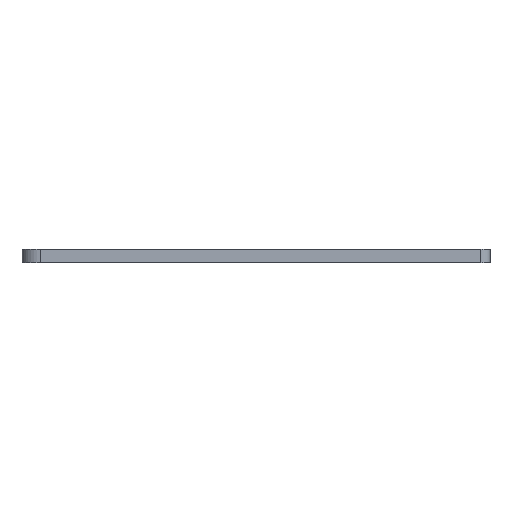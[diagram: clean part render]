
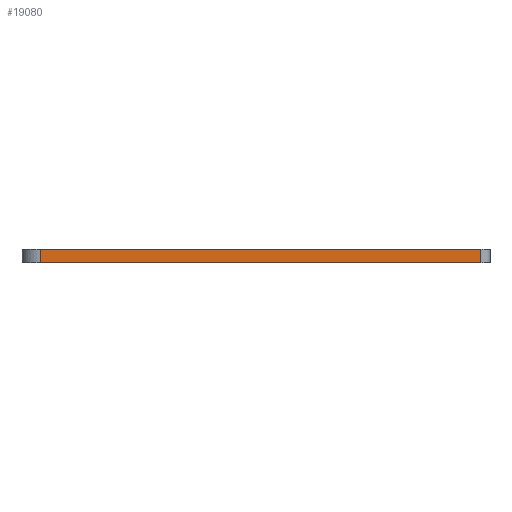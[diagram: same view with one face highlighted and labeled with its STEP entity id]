
A CAD part, left-side view. The second image highlights one B-rep face of the part: STEP entity #19080.
In plain terms, the highlighted planar face has unit normal (-1, 0, 0).
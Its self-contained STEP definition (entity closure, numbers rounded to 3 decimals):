
#18560=CARTESIAN_POINT('',(-6.75,-38.5,0.));
#18570=VERTEX_POINT('',#18560);
#18600=CARTESIAN_POINT('',(-6.75,-38.5,1.5));
#18610=DIRECTION('',(0.,0.,1.));
#18620=VECTOR('',#18610,1.);
#18630=LINE('',#18600,#18620);
#18640=CARTESIAN_POINT('',(-6.75,-38.5,1.5));
#18650=VERTEX_POINT('',#18640);
#18660=EDGE_CURVE('',#18570,#18650,#18630,.T.);
#18780=CARTESIAN_POINT('',(-6.75,10.,1.5));
#18790=DIRECTION('',(-1.,0.,0.));
#18800=DIRECTION('',(0.,1.,0.));
#18810=AXIS2_PLACEMENT_3D('',#18780,#18790,#18800);
#18820=PLANE('',#18810);
#18830=ORIENTED_EDGE('',*,*,#18660,.T.);
#18840=CARTESIAN_POINT('',(-6.75,-39.5,0.));
#18850=DIRECTION('',(0.,1.,0.));
#18860=VECTOR('',#18850,1.);
#18870=LINE('',#18840,#18860);
#18880=CARTESIAN_POINT('',(-6.75,10.,0.));
#18890=VERTEX_POINT('',#18880);
#18900=EDGE_CURVE('',#18570,#18890,#18870,.T.);
#18910=ORIENTED_EDGE('',*,*,#18900,.F.);
#18920=CARTESIAN_POINT('',(-6.75,10.,1.5));
#18930=DIRECTION('',(0.,0.,1.));
#18940=VECTOR('',#18930,1.);
#18950=LINE('',#18920,#18940);
#18960=CARTESIAN_POINT('',(-6.75,10.,1.5));
#18970=VERTEX_POINT('',#18960);
#18980=EDGE_CURVE('',#18890,#18970,#18950,.T.);
#18990=ORIENTED_EDGE('',*,*,#18980,.F.);
#19000=CARTESIAN_POINT('',(-6.75,-39.5,1.5));
#19010=DIRECTION('',(0.,1.,0.));
#19020=VECTOR('',#19010,1.);
#19030=LINE('',#19000,#19020);
#19040=EDGE_CURVE('',#18650,#18970,#19030,.T.);
#19050=ORIENTED_EDGE('',*,*,#19040,.T.);
#19060=EDGE_LOOP('',(#19050,#18990,#18910,#18830));
#19070=FACE_OUTER_BOUND('',#19060,.T.);
#19080=ADVANCED_FACE('',(#19070),#18820,.T.);
